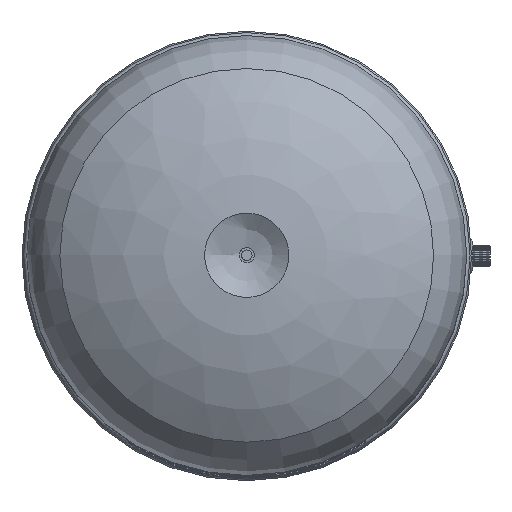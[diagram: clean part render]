
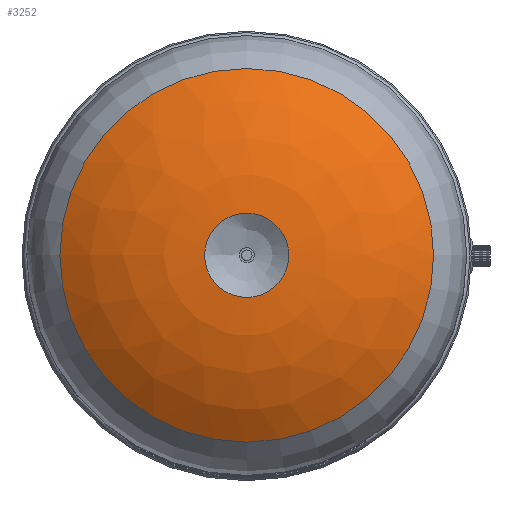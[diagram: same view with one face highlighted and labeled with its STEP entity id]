
A CAD part, top view. The second image highlights one B-rep face of the part: STEP entity #3252.
In plain terms, the highlighted free-form (B-spline) face has degree [2, 2] with [3, 9] control points.
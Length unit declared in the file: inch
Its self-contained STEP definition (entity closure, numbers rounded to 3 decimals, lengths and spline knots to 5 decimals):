
#15=(
BOUNDED_CURVE()
B_SPLINE_CURVE(2,(#5386,#5387,#5388),.UNSPECIFIED.,.F.,.F.)
B_SPLINE_CURVE_WITH_KNOTS((3,3),(-1.54722,-0.95977),
 .UNSPECIFIED.)
CURVE()
GEOMETRIC_REPRESENTATION_ITEM()
RATIONAL_B_SPLINE_CURVE((1.,0.957,1.))
REPRESENTATION_ITEM('')
);
#21=(
BOUNDED_SURFACE()
B_SPLINE_SURFACE(2,2,((#5357,#5358,#5359,#5360,#5361,#5362,#5363,#5364,
#5365),(#5366,#5367,#5368,#5369,#5370,#5371,#5372,#5373,#5374),(#5375,#5376,
#5377,#5378,#5379,#5380,#5381,#5382,#5383)),.UNSPECIFIED.,.F.,.T.,.F.)
B_SPLINE_SURFACE_WITH_KNOTS((3,3),(3,2,2,2,3),(0.95977,1.54722),
(-3.14159,-1.5708,0.,1.5708,3.14159),
 .UNSPECIFIED.)
GEOMETRIC_REPRESENTATION_ITEM()
RATIONAL_B_SPLINE_SURFACE(((1.,0.707,1.,0.707,1.,
0.707,1.,0.707,1.),(0.957,0.677,
0.957,0.677,0.957,0.677,0.957,
0.677,0.957),(1.,0.707,1.,0.707,
1.,0.707,1.,0.707,1.)))
REPRESENTATION_ITEM('')
SURFACE()
);
#704=FACE_OUTER_BOUND('',#934,.T.);
#934=EDGE_LOOP('',(#2437,#2438,#2439,#2440));
#1218=CIRCLE('',#3557,8.35992);
#1219=CIRCLE('',#3558,1.88516);
#1410=VERTEX_POINT('',#5355);
#1411=VERTEX_POINT('',#5384);
#1779=EDGE_CURVE('',#1410,#1410,#1218,.T.);
#1780=EDGE_CURVE('',#1411,#1411,#1219,.T.);
#1781=EDGE_CURVE('',#1411,#1410,#15,.T.);
#2437=ORIENTED_EDGE('',*,*,#1780,.F.);
#2438=ORIENTED_EDGE('',*,*,#1781,.T.);
#2439=ORIENTED_EDGE('',*,*,#1779,.T.);
#2440=ORIENTED_EDGE('',*,*,#1781,.F.);
#3252=ADVANCED_FACE('',(#704),#21,.F.);
#3557=AXIS2_PLACEMENT_3D('',#5356,#4196,#4197);
#3558=AXIS2_PLACEMENT_3D('',#5385,#4198,#4199);
#4196=DIRECTION('center_axis',(0.,0.,1.));
#4197=DIRECTION('ref_axis',(-1.,0.,0.));
#4198=DIRECTION('center_axis',(0.,0.,1.));
#4199=DIRECTION('ref_axis',(-1.,0.,0.));
#5355=CARTESIAN_POINT('',(466.50143,0.,969.70635));
#5356=CARTESIAN_POINT('Origin',(474.86135,0.,969.70635));
#5357=CARTESIAN_POINT('Ctrl Pts',(466.50143,0.,969.70635));
#5358=CARTESIAN_POINT('Ctrl Pts',(466.50143,-8.35992,969.70635));
#5359=CARTESIAN_POINT('Ctrl Pts',(474.86135,-8.35992,969.70635));
#5360=CARTESIAN_POINT('Ctrl Pts',(483.22127,-8.35992,969.70635));
#5361=CARTESIAN_POINT('Ctrl Pts',(483.22127,0.,969.70635));
#5362=CARTESIAN_POINT('Ctrl Pts',(483.22127,8.35992,969.70635));
#5363=CARTESIAN_POINT('Ctrl Pts',(474.86135,8.35992,969.70635));
#5364=CARTESIAN_POINT('Ctrl Pts',(466.50143,8.35992,969.70635));
#5365=CARTESIAN_POINT('Ctrl Pts',(466.50143,0.,969.70635));
#5366=CARTESIAN_POINT('Ctrl Pts',(469.41723,0.,971.74874));
#5367=CARTESIAN_POINT('Ctrl Pts',(469.41723,-5.44412,971.74874));
#5368=CARTESIAN_POINT('Ctrl Pts',(474.86135,-5.44412,971.74874));
#5369=CARTESIAN_POINT('Ctrl Pts',(480.30546,-5.44412,971.74874));
#5370=CARTESIAN_POINT('Ctrl Pts',(480.30546,0.,971.74874));
#5371=CARTESIAN_POINT('Ctrl Pts',(480.30546,5.44412,971.74874));
#5372=CARTESIAN_POINT('Ctrl Pts',(474.86135,5.44412,971.74874));
#5373=CARTESIAN_POINT('Ctrl Pts',(469.41723,5.44412,971.74874));
#5374=CARTESIAN_POINT('Ctrl Pts',(469.41723,0.,971.74874));
#5375=CARTESIAN_POINT('Ctrl Pts',(472.97619,0.,971.83266));
#5376=CARTESIAN_POINT('Ctrl Pts',(472.97619,-1.88516,971.83266));
#5377=CARTESIAN_POINT('Ctrl Pts',(474.86135,-1.88516,971.83266));
#5378=CARTESIAN_POINT('Ctrl Pts',(476.7465,-1.88516,971.83266));
#5379=CARTESIAN_POINT('Ctrl Pts',(476.7465,0.,971.83266));
#5380=CARTESIAN_POINT('Ctrl Pts',(476.7465,1.88516,971.83266));
#5381=CARTESIAN_POINT('Ctrl Pts',(474.86135,1.88516,971.83266));
#5382=CARTESIAN_POINT('Ctrl Pts',(472.97619,1.88516,971.83266));
#5383=CARTESIAN_POINT('Ctrl Pts',(472.97619,0.,971.83266));
#5384=CARTESIAN_POINT('',(472.97619,0.,971.83266));
#5385=CARTESIAN_POINT('Origin',(474.86135,0.,971.83266));
#5386=CARTESIAN_POINT('Ctrl Pts',(472.97619,0.,971.83266));
#5387=CARTESIAN_POINT('Ctrl Pts',(469.41723,0.,971.74874));
#5388=CARTESIAN_POINT('Ctrl Pts',(466.50143,0.,969.70635));
